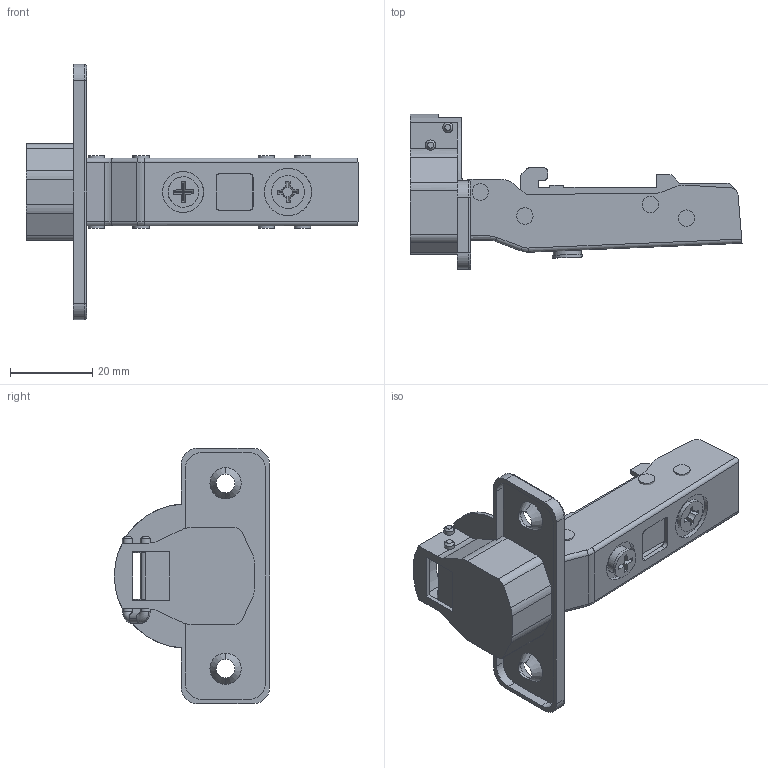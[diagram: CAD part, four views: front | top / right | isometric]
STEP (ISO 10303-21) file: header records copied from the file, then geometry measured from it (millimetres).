
FILE_DESCRIPTION (( 'STEP AP214' ), '1' );
FILE_NAME ('F000001,F000006,F000007-CLOSE_3D.step', '2022-06-06T12:47:54', ( '' ), ( '' ), 'SwSTEP 2.0', 'SolidWorks 2020', '' );
FILE_SCHEMA (( 'AUTOMOTIVE_DESIGN' ));
Length unit declared in the file: millimetre
Products named in the file (9): Jezdec; F000001,F000006,F000007-CLOSE_3D; Spoj raminka miska; Excentr; Raminko nalozeny NC70; 鋀p; Serizovaci sroub; Miska; Vidlice
Assembly tree (12 placements, depth 2):
  F000001,F000006,F000007-CLOSE_3D
    Raminko nalozeny NC70
    Spoj raminka miska
    Miska
    鋀p  x5
    Vidlice
    Jezdec
    Excentr
    Serizovaci sroub
Bounding box: 80.6 x 37.7 x 62 mm (x, y, z)
Volume: 10413.8 mm3; surface area: 19064.7 mm2
Topology: 12 solids, 12 shells, 431 faces, 1157 edges, 745 vertices
Faces by surface type: plane 179, cylinder 159, bspline 60, cone 16, torus 14, sphere 3
Entity records: 14513 total; most frequent: CARTESIAN_POINT 3774, ORIENTED_EDGE 2258, DIRECTION 2046, EDGE_CURVE 1129, VERTEX_POINT 729, AXIS2_PLACEMENT_3D 704, LINE 638, VECTOR 638
